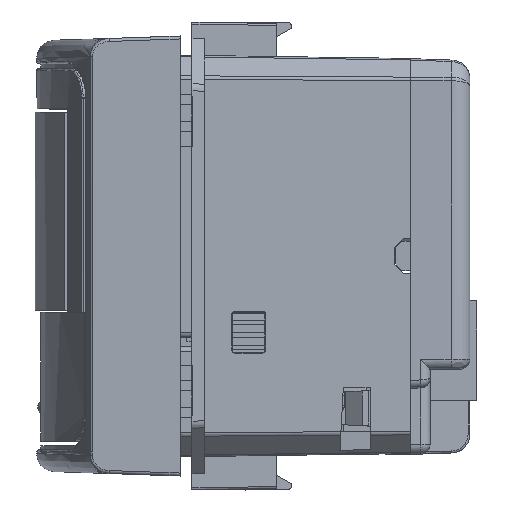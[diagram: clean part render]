
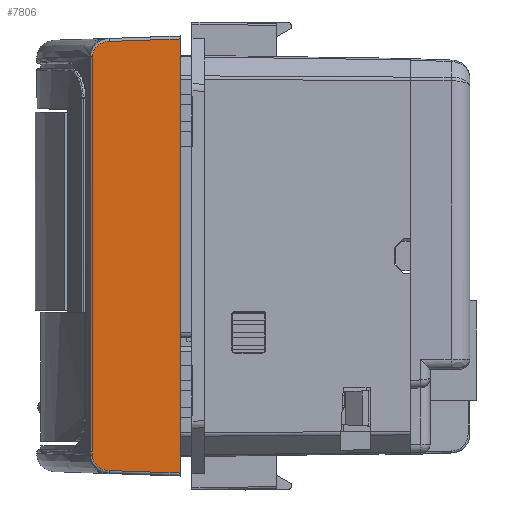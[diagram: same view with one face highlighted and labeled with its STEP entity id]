
A CAD part, left-side view. The second image highlights one B-rep face of the part: STEP entity #7806.
In plain terms, the highlighted face is planar.
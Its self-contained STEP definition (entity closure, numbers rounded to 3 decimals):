
#7754=AXIS2_PLACEMENT_3D('Plane Axis2P3D',#7751,#7752,#7753) ;
#4879=CARTESIAN_POINT('Vertex',(21.768,-10.807,20.038)) ;
#4887=CARTESIAN_POINT('Vertex',(21.768,-10.807,-19.679)) ;
#4891=CARTESIAN_POINT('Control Point',(21.768,-10.807,-19.679)) ;
#4892=CARTESIAN_POINT('Control Point',(21.768,-10.807,-6.44)) ;
#4893=CARTESIAN_POINT('Control Point',(21.768,-10.807,6.799)) ;
#4894=CARTESIAN_POINT('Control Point',(21.768,-10.807,20.038)) ;
#6501=CARTESIAN_POINT('Vertex',(21.826,-9.131,21.551)) ;
#6518=CARTESIAN_POINT('Control Point',(21.826,-9.131,21.551)) ;
#6519=CARTESIAN_POINT('Control Point',(21.819,-9.341,21.544)) ;
#6520=CARTESIAN_POINT('Control Point',(21.808,-9.643,21.486)) ;
#6521=CARTESIAN_POINT('Control Point',(21.795,-10.026,21.309)) ;
#6522=CARTESIAN_POINT('Control Point',(21.786,-10.28,21.133)) ;
#6523=CARTESIAN_POINT('Control Point',(21.778,-10.503,20.907)) ;
#6524=CARTESIAN_POINT('Control Point',(21.773,-10.672,20.648)) ;
#6525=CARTESIAN_POINT('Control Point',(21.769,-10.783,20.35)) ;
#6526=CARTESIAN_POINT('Control Point',(21.768,-10.807,20.144)) ;
#6527=CARTESIAN_POINT('Control Point',(21.768,-10.807,20.038)) ;
#7290=CARTESIAN_POINT('Vertex',(21.768,-10.807,-20.039)) ;
#7294=CARTESIAN_POINT('Control Point',(21.768,-10.807,-20.039)) ;
#7295=CARTESIAN_POINT('Control Point',(21.768,-10.807,-19.919)) ;
#7296=CARTESIAN_POINT('Control Point',(21.768,-10.807,-19.799)) ;
#7297=CARTESIAN_POINT('Control Point',(21.768,-10.807,-19.679)) ;
#7751=CARTESIAN_POINT('Axis2P3D Location',(22.075,-2.01,0.)) ;
#7757=CARTESIAN_POINT('Control Point',(21.768,-10.807,-20.039)) ;
#7758=CARTESIAN_POINT('Control Point',(21.768,-10.807,-20.095)) ;
#7759=CARTESIAN_POINT('Control Point',(21.768,-10.804,-20.151)) ;
#7760=CARTESIAN_POINT('Control Point',(21.768,-10.798,-20.207)) ;
#7761=CARTESIAN_POINT('Control Point',(21.769,-10.78,-20.318)) ;
#7762=CARTESIAN_POINT('Control Point',(21.77,-10.751,-20.426)) ;
#7763=CARTESIAN_POINT('Control Point',(21.77,-10.733,-20.48)) ;
#7764=CARTESIAN_POINT('Control Point',(21.773,-10.67,-20.643)) ;
#7765=CARTESIAN_POINT('Control Point',(21.776,-10.582,-20.795)) ;
#7766=CARTESIAN_POINT('Control Point',(21.778,-10.511,-20.891)) ;
#7767=CARTESIAN_POINT('Control Point',(21.784,-10.349,-21.076)) ;
#7768=CARTESIAN_POINT('Control Point',(21.791,-10.154,-21.227)) ;
#7769=CARTESIAN_POINT('Control Point',(21.794,-10.045,-21.296)) ;
#7770=CARTESIAN_POINT('Control Point',(21.803,-9.807,-21.42)) ;
#7771=CARTESIAN_POINT('Control Point',(21.812,-9.55,-21.5)) ;
#7772=CARTESIAN_POINT('Control Point',(21.816,-9.412,-21.53)) ;
#7773=CARTESIAN_POINT('Control Point',(21.821,-9.272,-21.547)) ;
#7774=CARTESIAN_POINT('Control Point',(21.826,-9.131,-21.552)) ;
#7775=CARTESIAN_POINT('Vertex',(21.826,-9.131,-21.552)) ;
#7778=CARTESIAN_POINT('Line Origine',(21.951,-5.57,-21.676)) ;
#7782=CARTESIAN_POINT('Vertex',(22.075,-2.01,-21.801)) ;
#7785=CARTESIAN_POINT('Line Origine',(22.075,-2.01,0.)) ;
#7789=CARTESIAN_POINT('Vertex',(22.075,-2.01,21.8)) ;
#7792=CARTESIAN_POINT('Line Origine',(21.951,-5.57,21.675)) ;
#7752=DIRECTION('Axis2P3D Direction',(0.999,-0.035,0.)) ;
#7753=DIRECTION('Axis2P3D XDirection',(0.035,0.999,0.)) ;
#7779=DIRECTION('Vector Direction',(0.035,0.999,-0.035)) ;
#7786=DIRECTION('Vector Direction',(0.,0.,1.)) ;
#7793=DIRECTION('Vector Direction',(-0.035,-0.999,-0.035)) ;
#7780=VECTOR('Line Direction',#7779,1.) ;
#7787=VECTOR('Line Direction',#7786,1.) ;
#7794=VECTOR('Line Direction',#7793,1.) ;
#7798=ORIENTED_EDGE('',*,*,#7777,.T.) ;
#7799=ORIENTED_EDGE('',*,*,#7784,.T.) ;
#7800=ORIENTED_EDGE('',*,*,#7791,.T.) ;
#7801=ORIENTED_EDGE('',*,*,#7796,.T.) ;
#7802=ORIENTED_EDGE('',*,*,#6528,.T.) ;
#7803=ORIENTED_EDGE('',*,*,#4895,.T.) ;
#7804=ORIENTED_EDGE('',*,*,#7298,.T.) ;
#7806=ADVANCED_FACE('\X2\00D4\X0\\X2\00B2\X0\\X2\00BD\X0\\X2\00C7\X0\13',(#7805),#7755,.T.) ;
#4890=B_SPLINE_CURVE_WITH_KNOTS('',3,(#4891,#4892,#4893,#4894),.UNSPECIFIED.,.F.,.U.,(4,4),(0.,39.717),.UNSPECIFIED.) ;
#6517=B_SPLINE_CURVE_WITH_KNOTS('',3,(#6518,#6519,#6520,#6521,#6522,#6523,#6524,#6525,#6526,#6527),.UNSPECIFIED.,.F.,.U.,(4,1,1,1,1,1,1,4),(0.,0.687,1.031,1.374,1.718,2.061,2.405,2.748),.UNSPECIFIED.) ;
#7293=B_SPLINE_CURVE_WITH_KNOTS('',3,(#7294,#7295,#7296,#7297),.UNSPECIFIED.,.F.,.U.,(4,4),(0.,0.36),.UNSPECIFIED.) ;
#7756=B_SPLINE_CURVE_WITH_KNOTS('',5,(#7757,#7758,#7759,#7760,#7761,#7762,#7763,#7764,#7765,#7766,#7767,#7768,#7769,#7770,#7771,#7772,#7773,#7774),.UNSPECIFIED.,.F.,.U.,(6,3,3,3,3,6),(0.,0.397,0.797,1.631,2.533,3.531),.UNSPECIFIED.) ;
#4895=EDGE_CURVE('',#4880,#4888,#4890,.F.) ;
#6528=EDGE_CURVE('',#6502,#4880,#6517,.T.) ;
#7298=EDGE_CURVE('',#4888,#7291,#7293,.F.) ;
#7777=EDGE_CURVE('',#7291,#7776,#7756,.T.) ;
#7784=EDGE_CURVE('',#7776,#7783,#7781,.T.) ;
#7791=EDGE_CURVE('',#7783,#7790,#7788,.T.) ;
#7796=EDGE_CURVE('',#7790,#6502,#7795,.T.) ;
#7797=EDGE_LOOP('',(#7798,#7799,#7800,#7801,#7802,#7803,#7804)) ;
#7805=FACE_OUTER_BOUND('',#7797,.T.) ;
#7781=LINE('Line',#7778,#7780) ;
#7788=LINE('Line',#7785,#7787) ;
#7795=LINE('Line',#7792,#7794) ;
#7755=PLANE('',#7754) ;
#4880=VERTEX_POINT('',#4879) ;
#4888=VERTEX_POINT('',#4887) ;
#6502=VERTEX_POINT('',#6501) ;
#7291=VERTEX_POINT('',#7290) ;
#7776=VERTEX_POINT('',#7775) ;
#7783=VERTEX_POINT('',#7782) ;
#7790=VERTEX_POINT('',#7789) ;
